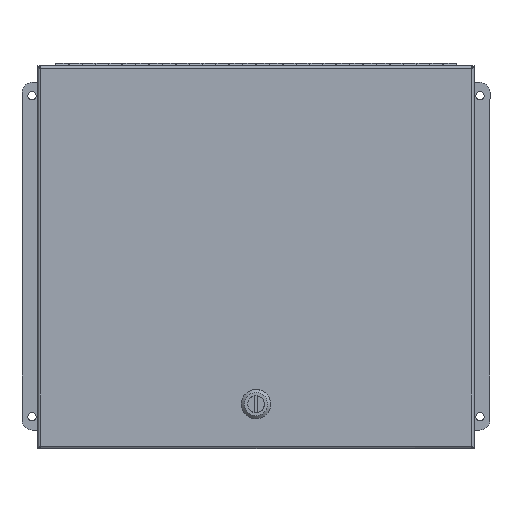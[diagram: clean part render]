
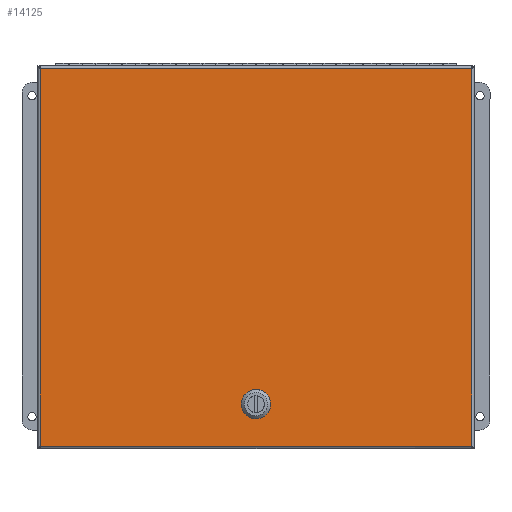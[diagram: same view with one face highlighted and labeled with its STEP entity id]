
A CAD part, top view. The second image highlights one B-rep face of the part: STEP entity #14125.
In plain terms, the highlighted face is planar.
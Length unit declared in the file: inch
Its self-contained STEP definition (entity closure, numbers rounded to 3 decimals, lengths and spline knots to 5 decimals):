
#581=FACE_BOUND('',#2585,.T.);
#696=CIRCLE('',#15242,0.45);
#698=CIRCLE('',#15246,0.45);
#700=CIRCLE('',#15250,0.45);
#702=CIRCLE('',#15254,0.45);
#1317=PLANE('',#15262);
#1762=FACE_OUTER_BOUND('',#2584,.T.);
#2584=EDGE_LOOP('',(#9489,#9490,#9491,#9492));
#2585=EDGE_LOOP('',(#9493,#9494,#9495,#9496,#9497,#9498,#9499,#9500));
#3477=LINE('',#20889,#4699);
#3500=LINE('',#21074,#4722);
#3516=LINE('',#21279,#4738);
#3520=LINE('',#21291,#4742);
#3524=LINE('',#21303,#4746);
#3528=LINE('',#21314,#4750);
#3530=LINE('',#21318,#4752);
#3532=LINE('',#21322,#4754);
#4699=VECTOR('',#16683,0.3937);
#4722=VECTOR('',#16728,0.3937);
#4738=VECTOR('',#16782,0.3937);
#4742=VECTOR('',#16794,0.3937);
#4746=VECTOR('',#16806,0.3937);
#4750=VECTOR('',#16818,0.3937);
#4752=VECTOR('',#16824,0.3937);
#4754=VECTOR('',#16830,0.3937);
#6018=VERTEX_POINT('',#20753);
#6041=VERTEX_POINT('',#20888);
#6053=VERTEX_POINT('',#20989);
#6063=VERTEX_POINT('',#21068);
#6068=VERTEX_POINT('',#21269);
#6069=VERTEX_POINT('',#21270);
#6072=VERTEX_POINT('',#21278);
#6074=VERTEX_POINT('',#21284);
#6076=VERTEX_POINT('',#21290);
#6078=VERTEX_POINT('',#21296);
#6080=VERTEX_POINT('',#21302);
#6082=VERTEX_POINT('',#21308);
#7300=EDGE_CURVE('',#6041,#6018,#3477,.T.);
#7337=EDGE_CURVE('',#6053,#6063,#3500,.T.);
#7360=EDGE_CURVE('',#6068,#6069,#696,.T.);
#7364=EDGE_CURVE('',#6072,#6068,#3516,.T.);
#7367=EDGE_CURVE('',#6074,#6072,#698,.T.);
#7370=EDGE_CURVE('',#6076,#6074,#3520,.T.);
#7373=EDGE_CURVE('',#6078,#6076,#700,.T.);
#7376=EDGE_CURVE('',#6080,#6078,#3524,.T.);
#7379=EDGE_CURVE('',#6082,#6080,#702,.T.);
#7382=EDGE_CURVE('',#6069,#6082,#3528,.T.);
#7384=EDGE_CURVE('',#6063,#6041,#3530,.T.);
#7386=EDGE_CURVE('',#6018,#6053,#3532,.T.);
#9489=ORIENTED_EDGE('',*,*,#7337,.T.);
#9490=ORIENTED_EDGE('',*,*,#7384,.T.);
#9491=ORIENTED_EDGE('',*,*,#7300,.T.);
#9492=ORIENTED_EDGE('',*,*,#7386,.T.);
#9493=ORIENTED_EDGE('',*,*,#7360,.T.);
#9494=ORIENTED_EDGE('',*,*,#7382,.T.);
#9495=ORIENTED_EDGE('',*,*,#7379,.T.);
#9496=ORIENTED_EDGE('',*,*,#7376,.T.);
#9497=ORIENTED_EDGE('',*,*,#7373,.T.);
#9498=ORIENTED_EDGE('',*,*,#7370,.T.);
#9499=ORIENTED_EDGE('',*,*,#7367,.T.);
#9500=ORIENTED_EDGE('',*,*,#7364,.T.);
#14125=ADVANCED_FACE('',(#1762,#581),#1317,.F.);
#15242=AXIS2_PLACEMENT_3D('',#21271,#16774,#16775);
#15246=AXIS2_PLACEMENT_3D('',#21285,#16787,#16788);
#15250=AXIS2_PLACEMENT_3D('',#21297,#16799,#16800);
#15254=AXIS2_PLACEMENT_3D('',#21309,#16811,#16812);
#15262=AXIS2_PLACEMENT_3D('',#21324,#16833,#16834);
#16683=DIRECTION('',(0.,1.,0.));
#16728=DIRECTION('',(0.,-1.,0.));
#16774=DIRECTION('center_axis',(0.,0.,1.));
#16775=DIRECTION('ref_axis',(-0.889,0.458,0.));
#16782=DIRECTION('',(-1.,0.,0.));
#16787=DIRECTION('center_axis',(0.,0.,1.));
#16788=DIRECTION('ref_axis',(0.458,0.889,0.));
#16794=DIRECTION('',(0.,1.,0.));
#16799=DIRECTION('center_axis',(0.,0.,1.));
#16800=DIRECTION('ref_axis',(0.889,-0.458,0.));
#16806=DIRECTION('',(1.,0.,0.));
#16811=DIRECTION('center_axis',(0.,0.,1.));
#16812=DIRECTION('ref_axis',(-0.458,-0.889,0.));
#16818=DIRECTION('',(0.,-1.,0.));
#16824=DIRECTION('',(-1.,0.,0.));
#16830=DIRECTION('',(1.,0.,0.));
#16833=DIRECTION('center_axis',(0.,0.,1.));
#16834=DIRECTION('ref_axis',(1.,0.,0.));
#20753=CARTESIAN_POINT('',(0.09325,16.21675,0.));
#20888=CARTESIAN_POINT('',(0.09325,0.09325,0.));
#20889=CARTESIAN_POINT('',(0.09325,4.12413,0.));
#20989=CARTESIAN_POINT('',(14.21675,16.21675,0.));
#21068=CARTESIAN_POINT('',(14.21675,0.09325,0.));
#21074=CARTESIAN_POINT('',(14.21675,12.18588,0.));
#21269=CARTESIAN_POINT('',(12.44384,8.555,0.));
#21270=CARTESIAN_POINT('',(12.25,8.36116,0.));
#21271=CARTESIAN_POINT('Origin',(12.65,8.155,0.));
#21278=CARTESIAN_POINT('',(12.85616,8.555,0.));
#21279=CARTESIAN_POINT('',(10.00558,8.555,0.));
#21284=CARTESIAN_POINT('',(13.05,8.36116,0.));
#21285=CARTESIAN_POINT('Origin',(12.65,8.155,0.));
#21290=CARTESIAN_POINT('',(13.05,7.94884,0.));
#21291=CARTESIAN_POINT('',(13.05,8.05192,0.));
#21296=CARTESIAN_POINT('',(12.85616,7.755,0.));
#21297=CARTESIAN_POINT('Origin',(12.65,8.155,0.));
#21302=CARTESIAN_POINT('',(12.44384,7.755,0.));
#21303=CARTESIAN_POINT('',(9.79942,7.755,0.));
#21308=CARTESIAN_POINT('',(12.25,7.94884,0.));
#21309=CARTESIAN_POINT('Origin',(12.65,8.155,0.));
#21314=CARTESIAN_POINT('',(12.25,8.25808,0.));
#21318=CARTESIAN_POINT('',(10.68588,0.09325,0.));
#21322=CARTESIAN_POINT('',(3.62413,16.21675,0.));
#21324=CARTESIAN_POINT('Origin',(7.155,8.155,0.));
